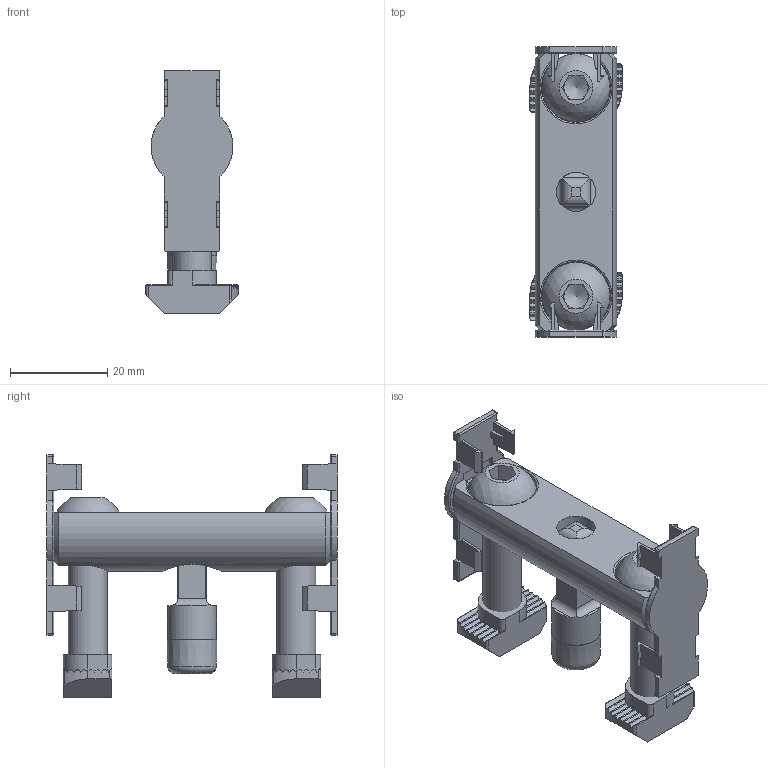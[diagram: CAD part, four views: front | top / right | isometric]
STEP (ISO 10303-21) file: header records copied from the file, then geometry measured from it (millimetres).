
FILE_DESCRIPTION(('STEP AP203'),'1');
FILE_NAME('FIXE10B1286.stp','2023-10-17T15:21:18',(' '),(' '),'Spatial InterOp 3D',' ',' ');
FILE_SCHEMA(('CONFIG_CONTROL_DESIGN'));
Length unit declared in the file: millimetre
Products named in the file (6): Jonction à boulons 10 60; Embout; NS10TRM8; VBHCM8X35; Corps; PINOCHE
Assembly tree (8 placements, depth 2):
  Jonction à boulons 10 60
    Embout  x2
    NS10TRM8  x2
    VBHCM8X35  x2
    Corps
    PINOCHE
Bounding box: 19 x 59.8 x 50 mm (x, y, z)
Volume: 15994.6 mm3; surface area: 11483.4 mm2
Topology: 8 solids, 8 shells, 464 faces, 1242 edges, 793 vertices
Faces by surface type: plane 318, cylinder 117, sphere 10, torus 9, cone 9, bspline 1
Full cylindrical faces by diameter (mm): 6.647 x2, 8 x2, 8.1 x1, 10.1 x1, 14 x2
Entity records: 9058 total; most frequent: CARTESIAN_POINT 1858, ORIENTED_EDGE 1350, DIRECTION 1316, EDGE_CURVE 675, LINE 456, VECTOR 456, VERTEX_POINT 440, AXIS2_PLACEMENT_3D 430
